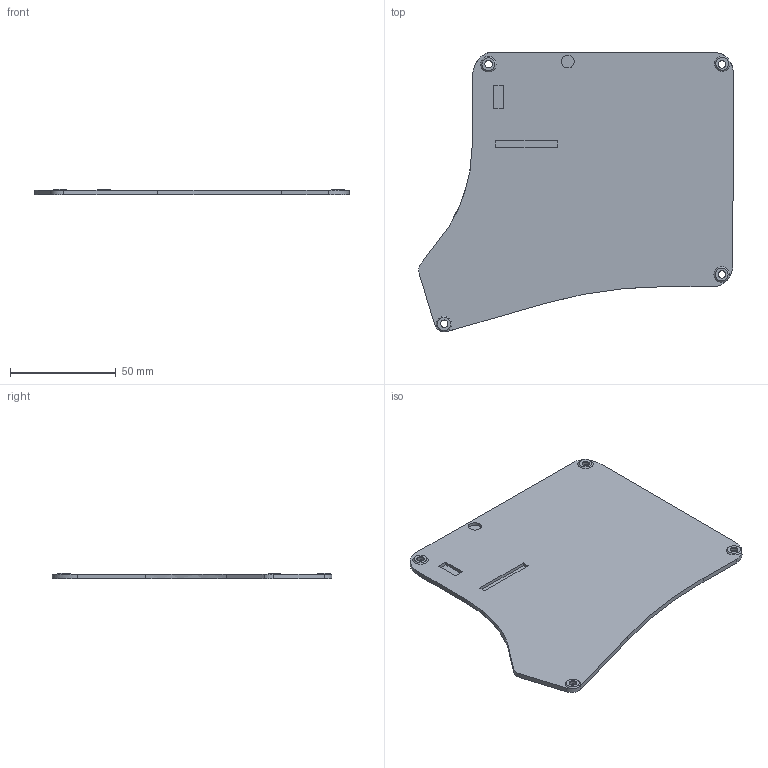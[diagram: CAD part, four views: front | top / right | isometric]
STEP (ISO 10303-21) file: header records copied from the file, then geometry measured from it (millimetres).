
FILE_DESCRIPTION(('HOOPS Exchange Step'),'2;1');
FILE_NAME('velvet3-bot-right.step','2024-10-31T12:54:31+03:00',('kissetfall'),('Unknown organisation'),'HOOPS Exchange 2024.2','HOOPS Exchange','Unknown authorisation');
FILE_SCHEMA( ('AP203_CONFIGURATION_CONTROLLED_3D_DESIGN_OF_MECHANICAL_PARTS_AND_ASSEMBLIES_MIM_LF') );
Length unit declared in the file: millimetre
Products named in the file (1): root
Bounding box: 148.69 x 132.1 x 2.8 mm (x, y, z)
Volume: 33127.5 mm3; surface area: 31887 mm2
Topology: 1 solids, 1 shells, 53 faces, 140 edges, 99 vertices
Faces by surface type: plane 29, cylinder 9, cone 8, offset 7
Full cylindrical faces by diameter (mm): 3.516 x4, 6.062 x1, 6.067 x4
Entity records: 2357 total; most frequent: CARTESIAN_POINT 949, DIRECTION 285, ORIENTED_EDGE 280, EDGE_CURVE 140, AXIS2_PLACEMENT_3D 104, VERTEX_POINT 99, VECTOR 77, EDGE_LOOP 71
